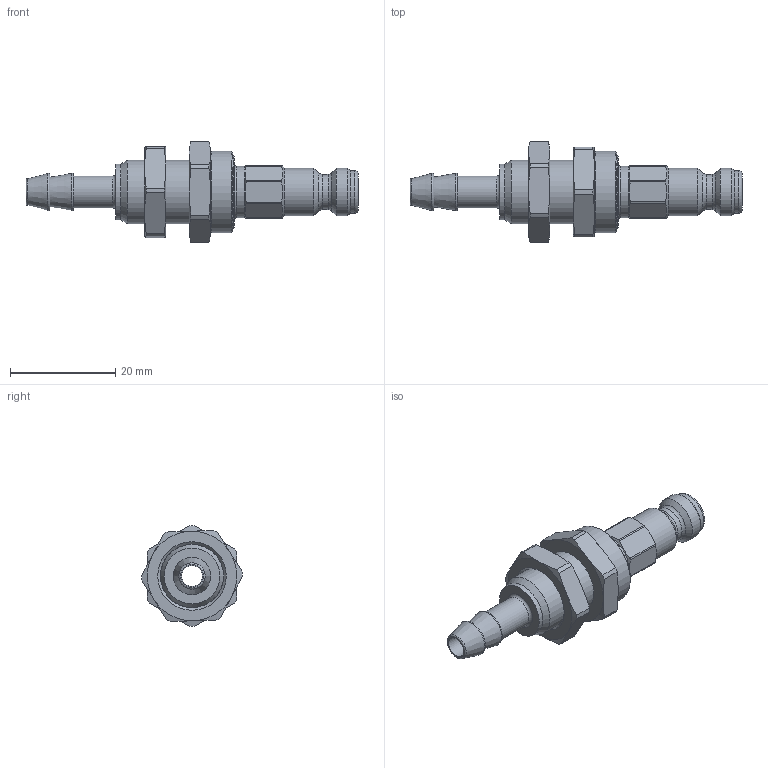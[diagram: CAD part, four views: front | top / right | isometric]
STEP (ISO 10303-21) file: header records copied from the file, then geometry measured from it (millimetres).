
FILE_DESCRIPTION((''),'2;1');
FILE_NAME('21sfts06mxn8.stp','2013-08-30T10:02:52',('IA176480'),(''),'Autodesk Inventor 2013','Autodesk Inventor 2013','');
FILE_SCHEMA(('AUTOMOTIVE_DESIGN { 1 0 10303 214 1 1 1 1 }'));
Length unit declared in the file: millimetre
Products named in the file (4): D107703; D107687; D104296; D103012
Assembly tree (3 placements, depth 2):
  D107703
    D107687
    D104296
    D103012
Bounding box: 63 x 19.15 x 19.15 mm (x, y, z)
Volume: 4882.8 mm3; surface area: 4399.8 mm2
Topology: 3 solids, 3 shells, 114 faces, 255 edges, 153 vertices
Faces by surface type: cone 39, cylinder 35, plane 32, torus 8
Full cylindrical faces by diameter (mm): 4 x1, 4.95 x1, 6.05 x1, 6.65 x1, 8.1 x1, 9 x2, 9.7 x1, 10.6 x1, 12 x2, 13.85 x1, 14 x1, 14.05 x1, 15.5 x1
Entity records: 3001 total; most frequent: CARTESIAN_POINT 615, DIRECTION 504, ORIENTED_EDGE 430, AXIS2_PLACEMENT_3D 232, EDGE_CURVE 215, EDGE_LOOP 164, VERTEX_POINT 151, FACE_OUTER_BOUND 114
